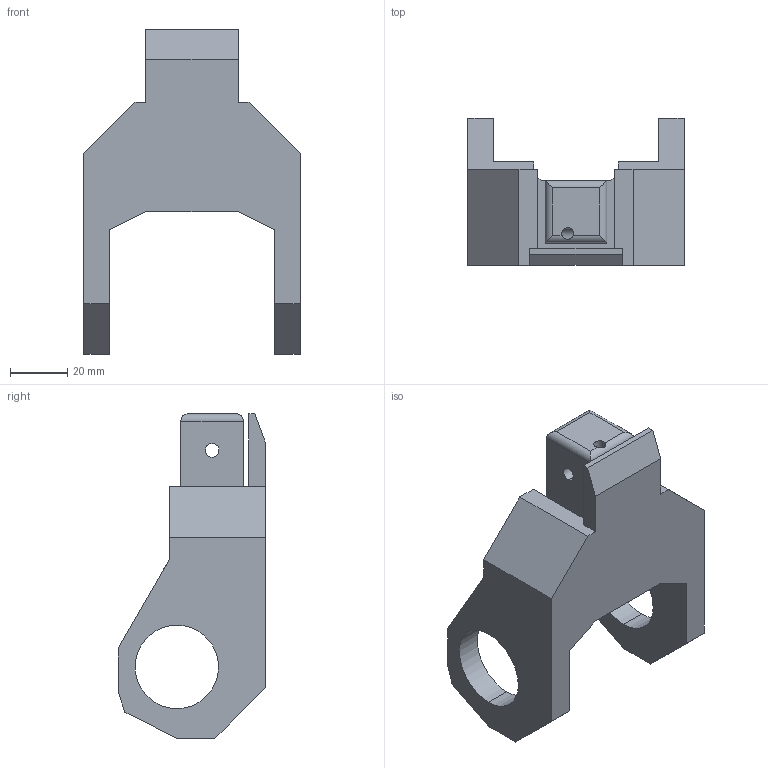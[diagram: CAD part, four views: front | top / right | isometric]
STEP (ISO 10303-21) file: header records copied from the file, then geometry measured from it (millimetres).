
FILE_DESCRIPTION (( 'STEP AP214' ), '1' );
FILE_NAME ('Climber Insert Rev3 Outer.STEP', '2024-02-08T01:12:32', ( '' ), ( '' ), 'SwSTEP 2.0', 'SolidWorks 2022', '' );
FILE_SCHEMA (( 'AUTOMOTIVE_DESIGN' ));
Length unit declared in the file: inch
Products named in the file (1): Climber Insert Rev3 Outer
Bounding box: 75.25 x 51.2 x 112.86 mm (x, y, z)
Volume: 121274.4 mm3; surface area: 29868.4 mm2
Topology: 1 solids, 1 shells, 64 faces, 181 edges, 118 vertices
Faces by surface type: plane 52, cylinder 12
Entity records: 2108 total; most frequent: CARTESIAN_POINT 412, ORIENTED_EDGE 362, DIRECTION 313, EDGE_CURVE 181, LINE 159, VECTOR 159, VERTEX_POINT 118, AXIS2_PLACEMENT_3D 77
